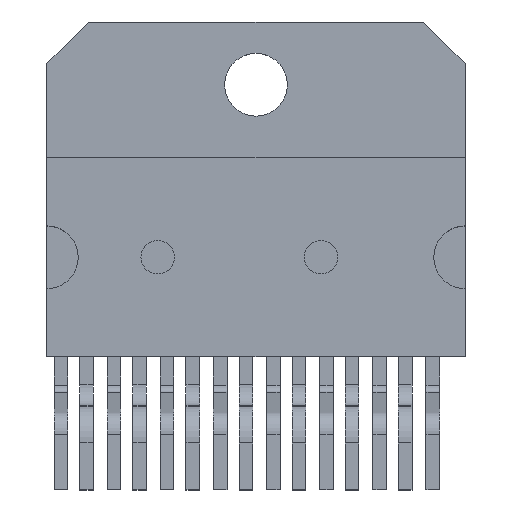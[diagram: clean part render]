
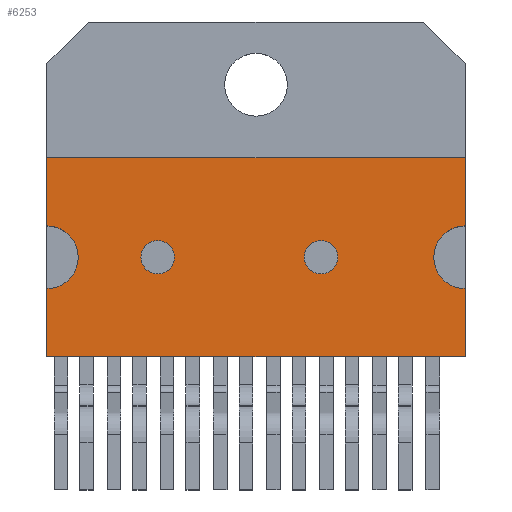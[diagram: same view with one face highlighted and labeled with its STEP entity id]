
A CAD part, top view. The second image highlights one B-rep face of the part: STEP entity #6253.
In plain terms, the highlighted planar face has unit normal (0, 0, 1).
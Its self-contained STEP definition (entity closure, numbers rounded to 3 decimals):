
#34 = EDGE_CURVE ( 'NONE', #6801, #1244, #805, .T. ) ;
#129 = CARTESIAN_POINT ( 'NONE',  ( -9.204, -9.5, 4.2 ) ) ;
#203 = EDGE_CURVE ( 'NONE', #2625, #6801, #6776, .T. ) ;
#215 = CARTESIAN_POINT ( 'NONE',  ( -9.204, -9.5, 4.2 ) ) ;
#290 = DIRECTION ( 'NONE',  ( -1., 0., 0. ) ) ;
#302 = CARTESIAN_POINT ( 'NONE',  ( 10.796, -6.25, 4.2 ) ) ;
#341 = CARTESIAN_POINT ( 'NONE',  ( 0., 0., 4.2 ) ) ;
#431 = LINE ( 'NONE', #1100, #4699 ) ;
#449 = CARTESIAN_POINT ( 'NONE',  ( -7.704, -4.75, 4.2 ) ) ;
#459 = EDGE_CURVE ( 'NONE', #8359, #2228, #1023, .T. ) ;
#524 = AXIS2_PLACEMENT_3D ( 'NONE', #8482, #9370, #3401 ) ;
#683 = EDGE_CURVE ( 'NONE', #5730, #8162, #7053, .T. ) ;
#758 = VERTEX_POINT ( 'NONE', #4913 ) ;
#805 = LINE ( 'NONE', #2797, #1828 ) ;
#832 = CIRCLE ( 'NONE', #6886, 1.5 ) ;
#1023 = CIRCLE ( 'NONE', #9186, 0.8 ) ;
#1050 = DIRECTION ( 'NONE',  ( 0., 0., 1. ) ) ;
#1100 = CARTESIAN_POINT ( 'NONE',  ( 10.796, 0., 4.2 ) ) ;
#1124 = EDGE_CURVE ( 'NONE', #2228, #8359, #8743, .T. ) ;
#1172 = CARTESIAN_POINT ( 'NONE',  ( -3.904, -4.75, 4.2 ) ) ;
#1244 = VERTEX_POINT ( 'NONE', #302 ) ;
#1314 = DIRECTION ( 'NONE',  ( 0., 0., -1. ) ) ;
#1337 = LINE ( 'NONE', #4692, #2730 ) ;
#1582 = CARTESIAN_POINT ( 'NONE',  ( 3.904, -4.75, 4.2 ) ) ;
#1644 = CARTESIAN_POINT ( 'NONE',  ( -9.204, -3.25, 4.2 ) ) ;
#1663 = EDGE_CURVE ( 'NONE', #7906, #1985, #2048, .T. ) ;
#1828 = VECTOR ( 'NONE', #8021, 1000. ) ;
#1881 = DIRECTION ( 'NONE',  ( 1., 0., 0. ) ) ;
#1977 = ORIENTED_EDGE ( 'NONE', *, *, #3284, .F. ) ;
#1985 = VERTEX_POINT ( 'NONE', #449 ) ;
#2048 = CIRCLE ( 'NONE', #8118, 1.5 ) ;
#2063 = CARTESIAN_POINT ( 'NONE',  ( -4.704, -4.75, 4.2 ) ) ;
#2228 = VERTEX_POINT ( 'NONE', #6280 ) ;
#2271 = DIRECTION ( 'NONE',  ( 0., 0., 1. ) ) ;
#2370 = VECTOR ( 'NONE', #5171, 1000. ) ;
#2625 = VERTEX_POINT ( 'NONE', #215 ) ;
#2679 = AXIS2_PLACEMENT_3D ( 'NONE', #1582, #4540, #4439 ) ;
#2730 = VECTOR ( 'NONE', #3980, 1000. ) ;
#2797 = CARTESIAN_POINT ( 'NONE',  ( 10.796, 0., 4.2 ) ) ;
#2907 = DIRECTION ( 'NONE',  ( 0., 0., 1. ) ) ;
#2978 = AXIS2_PLACEMENT_3D ( 'NONE', #1172, #9044, #1881 ) ;
#3178 = AXIS2_PLACEMENT_3D ( 'NONE', #8242, #2271, #5920 ) ;
#3284 = EDGE_CURVE ( 'NONE', #758, #1244, #832, .T. ) ;
#3401 = DIRECTION ( 'NONE',  ( 1., 0., 0. ) ) ;
#3648 = EDGE_LOOP ( 'NONE', ( #8996, #7845, #7470, #7891, #5007, #8124, #1977, #4874, #8691 ) ) ;
#3651 = DIRECTION ( 'NONE',  ( 0., 0., 1. ) ) ;
#3700 = CARTESIAN_POINT ( 'NONE',  ( -9.204, 0., 4.2 ) ) ;
#3722 = ORIENTED_EDGE ( 'NONE', *, *, #1124, .F. ) ;
#3791 = ORIENTED_EDGE ( 'NONE', *, *, #7415, .F. ) ;
#3980 = DIRECTION ( 'NONE',  ( 0., -1., 0. ) ) ;
#4109 = EDGE_CURVE ( 'NONE', #1985, #4114, #7263, .T. ) ;
#4114 = VERTEX_POINT ( 'NONE', #1644 ) ;
#4241 = AXIS2_PLACEMENT_3D ( 'NONE', #341, #1314, #290 ) ;
#4334 = EDGE_CURVE ( 'NONE', #7906, #2625, #1337, .T. ) ;
#4439 = DIRECTION ( 'NONE',  ( -1., 0., 0. ) ) ;
#4540 = DIRECTION ( 'NONE',  ( 0., 0., 1. ) ) ;
#4604 = LINE ( 'NONE', #129, #2370 ) ;
#4620 = CARTESIAN_POINT ( 'NONE',  ( 10.796, -4.75, 4.2 ) ) ;
#4692 = CARTESIAN_POINT ( 'NONE',  ( -9.204, -9.5, 4.2 ) ) ;
#4699 = VECTOR ( 'NONE', #5425, 1000. ) ;
#4874 = ORIENTED_EDGE ( 'NONE', *, *, #6895, .T. ) ;
#4913 = CARTESIAN_POINT ( 'NONE',  ( 10.796, -3.25, 4.2 ) ) ;
#4999 = EDGE_LOOP ( 'NONE', ( #8755, #3722 ) ) ;
#5007 = ORIENTED_EDGE ( 'NONE', *, *, #203, .T. ) ;
#5066 = CARTESIAN_POINT ( 'NONE',  ( 3.904, -4.75, 4.2 ) ) ;
#5142 = CARTESIAN_POINT ( 'NONE',  ( 10.796, -9.5, 4.2 ) ) ;
#5171 = DIRECTION ( 'NONE',  ( 0., -1., 0. ) ) ;
#5334 = FACE_BOUND ( 'NONE', #6880, .T. ) ;
#5425 = DIRECTION ( 'NONE',  ( 0., 1., 0. ) ) ;
#5730 = VERTEX_POINT ( 'NONE', #2063 ) ;
#5742 = CARTESIAN_POINT ( 'NONE',  ( -9.204, -4.75, 4.2 ) ) ;
#5788 = DIRECTION ( 'NONE',  ( -1., 0., 0. ) ) ;
#5920 = DIRECTION ( 'NONE',  ( -1., 0., 0. ) ) ;
#6098 = CARTESIAN_POINT ( 'NONE',  ( -9.204, -6.25, 4.2 ) ) ;
#6253 = ADVANCED_FACE ( 'NONE', ( #5334, #7091, #6336 ), #9224, .F. ) ;
#6280 = CARTESIAN_POINT ( 'NONE',  ( 3.104, -4.75, 4.2 ) ) ;
#6336 = FACE_OUTER_BOUND ( 'NONE', #3648, .T. ) ;
#6346 = VERTEX_POINT ( 'NONE', #8927 ) ;
#6533 = DIRECTION ( 'NONE',  ( -1., 0., 0. ) ) ;
#6582 = DIRECTION ( 'NONE',  ( -1., 0., 0. ) ) ;
#6698 = CARTESIAN_POINT ( 'NONE',  ( 10.796, 0., 4.2 ) ) ;
#6762 = VERTEX_POINT ( 'NONE', #6698 ) ;
#6776 = LINE ( 'NONE', #8434, #7221 ) ;
#6801 = VERTEX_POINT ( 'NONE', #5142 ) ;
#6880 = EDGE_LOOP ( 'NONE', ( #3791, #8595 ) ) ;
#6886 = AXIS2_PLACEMENT_3D ( 'NONE', #4620, #1050, #7593 ) ;
#6895 = EDGE_CURVE ( 'NONE', #758, #6762, #431, .T. ) ;
#7053 = CIRCLE ( 'NONE', #2978, 0.8 ) ;
#7091 = FACE_BOUND ( 'NONE', #4999, .T. ) ;
#7221 = VECTOR ( 'NONE', #9051, 1000. ) ;
#7259 = CARTESIAN_POINT ( 'NONE',  ( -3.104, -4.75, 4.2 ) ) ;
#7263 = CIRCLE ( 'NONE', #3178, 1.5 ) ;
#7415 = EDGE_CURVE ( 'NONE', #8162, #5730, #8403, .T. ) ;
#7470 = ORIENTED_EDGE ( 'NONE', *, *, #1663, .F. ) ;
#7540 = CARTESIAN_POINT ( 'NONE',  ( 4.704, -4.75, 4.2 ) ) ;
#7593 = DIRECTION ( 'NONE',  ( 1., 0., 0. ) ) ;
#7665 = VECTOR ( 'NONE', #6582, 1000. ) ;
#7845 = ORIENTED_EDGE ( 'NONE', *, *, #4109, .F. ) ;
#7891 = ORIENTED_EDGE ( 'NONE', *, *, #4334, .T. ) ;
#7906 = VERTEX_POINT ( 'NONE', #6098 ) ;
#8012 = LINE ( 'NONE', #3700, #7665 ) ;
#8021 = DIRECTION ( 'NONE',  ( 0., 1., 0. ) ) ;
#8118 = AXIS2_PLACEMENT_3D ( 'NONE', #5742, #2907, #5788 ) ;
#8124 = ORIENTED_EDGE ( 'NONE', *, *, #34, .T. ) ;
#8162 = VERTEX_POINT ( 'NONE', #7259 ) ;
#8242 = CARTESIAN_POINT ( 'NONE',  ( -9.204, -4.75, 4.2 ) ) ;
#8359 = VERTEX_POINT ( 'NONE', #7540 ) ;
#8403 = CIRCLE ( 'NONE', #524, 0.8 ) ;
#8434 = CARTESIAN_POINT ( 'NONE',  ( 10.796, -9.5, 4.2 ) ) ;
#8482 = CARTESIAN_POINT ( 'NONE',  ( -3.904, -4.75, 4.2 ) ) ;
#8595 = ORIENTED_EDGE ( 'NONE', *, *, #683, .F. ) ;
#8659 = EDGE_CURVE ( 'NONE', #6346, #4114, #4604, .T. ) ;
#8691 = ORIENTED_EDGE ( 'NONE', *, *, #8731, .T. ) ;
#8731 = EDGE_CURVE ( 'NONE', #6762, #6346, #8012, .T. ) ;
#8743 = CIRCLE ( 'NONE', #2679, 0.8 ) ;
#8755 = ORIENTED_EDGE ( 'NONE', *, *, #459, .F. ) ;
#8927 = CARTESIAN_POINT ( 'NONE',  ( -9.204, 0., 4.2 ) ) ;
#8996 = ORIENTED_EDGE ( 'NONE', *, *, #8659, .T. ) ;
#9044 = DIRECTION ( 'NONE',  ( 0., 0., 1. ) ) ;
#9051 = DIRECTION ( 'NONE',  ( 1., 0., 0. ) ) ;
#9186 = AXIS2_PLACEMENT_3D ( 'NONE', #5066, #3651, #6533 ) ;
#9224 = PLANE ( 'NONE',  #4241 ) ;
#9370 = DIRECTION ( 'NONE',  ( 0., 0., 1. ) ) ;
